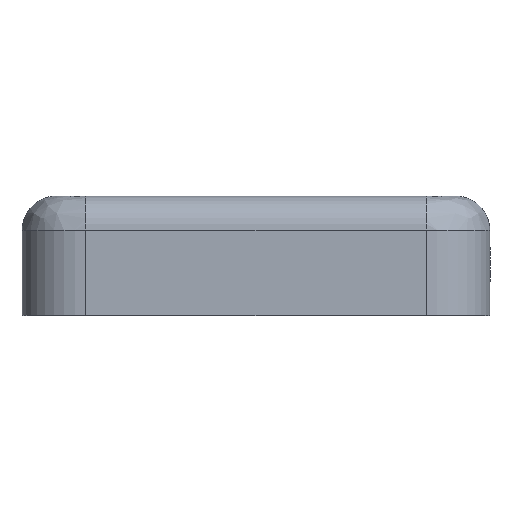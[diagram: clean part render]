
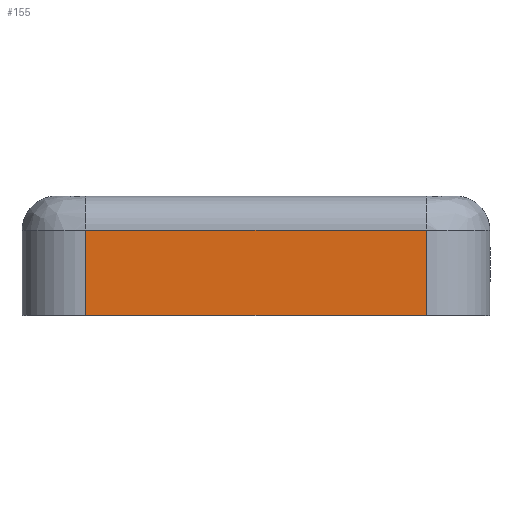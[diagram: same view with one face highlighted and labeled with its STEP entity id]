
A CAD part, top view. The second image highlights one B-rep face of the part: STEP entity #155.
In plain terms, the highlighted planar face has unit normal (0, 0, 1).
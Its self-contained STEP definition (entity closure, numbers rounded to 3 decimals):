
#155 = ADVANCED_FACE( 'NONE', ( #342 ), #343, .T. );
#342 = FACE_OUTER_BOUND( '', #643, .T. );
#343 = PLANE( '', #644 );
#643 = EDGE_LOOP( '', ( #1041, #1042, #1043, #1044 ) );
#644 = AXIS2_PLACEMENT_3D( '', #1045, #1046, #1047 );
#1041 = ORIENTED_EDGE( '', *, *, #1445, .T. );
#1042 = ORIENTED_EDGE( '', *, *, #1495, .F. );
#1043 = ORIENTED_EDGE( '', *, *, #1496, .F. );
#1044 = ORIENTED_EDGE( '', *, *, #1497, .T. );
#1045 = CARTESIAN_POINT( '', ( -4., 0., 5.5 ) );
#1046 = DIRECTION( '', ( 0., 0., 1. ) );
#1047 = DIRECTION( '', ( 1., 0., 0. ) );
#1445 = EDGE_CURVE( 'NONE', #1755, #1756, #1757, .T. );
#1495 = EDGE_CURVE( 'NONE', #1778, #1756, #1828, .T. );
#1496 = EDGE_CURVE( 'NONE', #1684, #1778, #1829, .T. );
#1497 = EDGE_CURVE( 'NONE', #1684, #1755, #1830, .T. );
#1684 = VERTEX_POINT( 'NONE', #2053 );
#1755 = VERTEX_POINT( 'NONE', #2145 );
#1756 = VERTEX_POINT( 'NONE', #2146 );
#1757 = LINE( '', #2147, #2148 );
#1778 = VERTEX_POINT( 'NONE', #2174 );
#1828 = LINE( '', #2236, #2237 );
#1829 = LINE( '', #2238, #2239 );
#1830 = LINE( '', #2240, #2241 );
#2053 = CARTESIAN_POINT( '', ( -4., -0.8, 5.5 ) );
#2145 = CARTESIAN_POINT( '', ( -4., -2.8, 5.5 ) );
#2146 = CARTESIAN_POINT( '', ( 4., -2.8, 5.5 ) );
#2147 = CARTESIAN_POINT( '', ( -4., -2.8, 5.5 ) );
#2148 = VECTOR( '', #2508, 1000. );
#2174 = CARTESIAN_POINT( '', ( 4., -0.8, 5.5 ) );
#2236 = CARTESIAN_POINT( '', ( 4., 0., 5.5 ) );
#2237 = VECTOR( '', #2598, 1000. );
#2238 = CARTESIAN_POINT( '', ( -4., -0.8, 5.5 ) );
#2239 = VECTOR( '', #2599, 1000. );
#2240 = CARTESIAN_POINT( '', ( -4., 0., 5.5 ) );
#2241 = VECTOR( '', #2600, 1000. );
#2508 = DIRECTION( '', ( 1., 0., 0. ) );
#2598 = DIRECTION( '', ( 0., -1., 0. ) );
#2599 = DIRECTION( '', ( 1., 0., 0. ) );
#2600 = DIRECTION( '', ( 0., -1., 0. ) );
